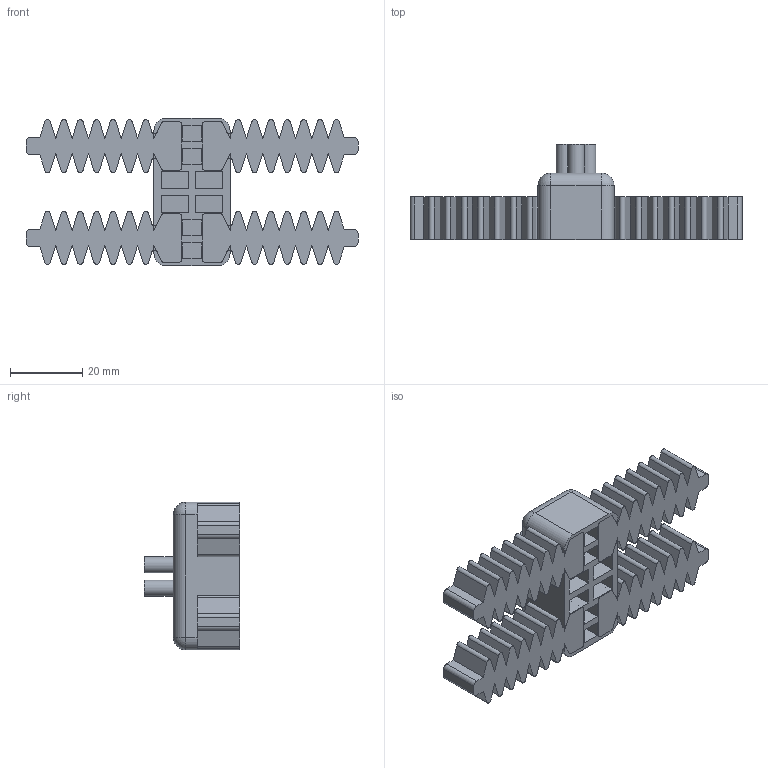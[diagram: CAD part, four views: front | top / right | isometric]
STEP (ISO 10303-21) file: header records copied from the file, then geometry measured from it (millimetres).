
FILE_DESCRIPTION(/* description */ (''),/* implementation_level */ '2;1');
FILE_NAME(/* name */ 'FlowBot_Quadruped.stp',/* time_stamp */ '2024-02-29T19:37:55Z',/* author */ ('maksg'),/* organization */ (''),/* preprocessor_version */ 'ST-DEVELOPER v19.2',/* originating_system */ 'Autodesk Inventor 2024',/* authorisation */ '');
FILE_SCHEMA (('AUTOMOTIVE_DESIGN { 1 0 10303 214 3 1 1 }'));
Length unit declared in the file: millimetre
Products named in the file (6): Turtlebot_MkIII_Assy; Turtlebot_MkIII_Body; Sawbot_MkI_Small; Sawbot_MkI_Small_MIR; Sawbot_MkI_Small_MIR1; Sawbot_MkI_Small_MIR_MIR
Assembly tree (5 placements, depth 2):
  Turtlebot_MkIII_Assy
    Turtlebot_MkIII_Body
    Sawbot_MkI_Small
    Sawbot_MkI_Small_MIR
    Sawbot_MkI_Small_MIR1
    Sawbot_MkI_Small_MIR_MIR
Bounding box: 92.14 x 26.4 x 41 mm (x, y, z)
Volume: 22104 mm3; surface area: 33986.2 mm2
Topology: 5 solids, 5 shells, 674 faces, 1921 edges, 1263 vertices
Faces by surface type: plane 439, cylinder 223, torus 8, sphere 4
Full cylindrical faces by diameter (mm): 2.1 x11, 4.5 x3
Entity records: 22844 total; most frequent: CARTESIAN_POINT 4062, ORIENTED_EDGE 3842, DIRECTION 3734, EDGE_CURVE 1921, LINE 1416, VECTOR 1416, VERTEX_POINT 1263, AXIS2_PLACEMENT_3D 1159
